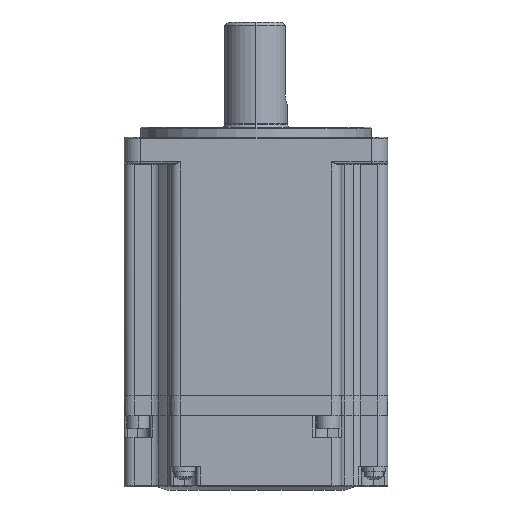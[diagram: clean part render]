
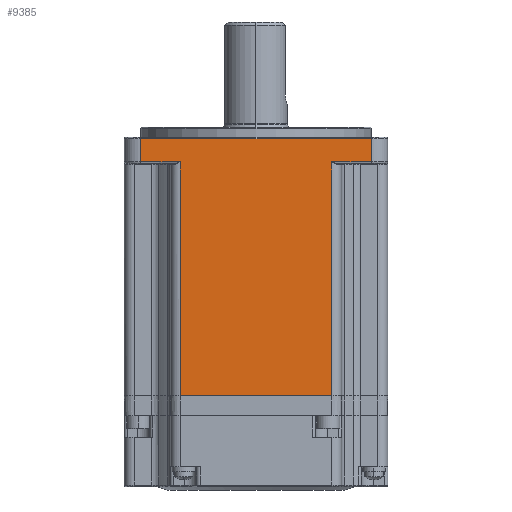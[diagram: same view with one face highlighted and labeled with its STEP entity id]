
A CAD part, front view. The second image highlights one B-rep face of the part: STEP entity #9385.
In plain terms, the highlighted planar face has unit normal (0, -1, 0).
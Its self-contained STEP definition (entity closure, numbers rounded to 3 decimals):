
#21 = LINE ( 'NONE', #32106, #21511 ) ;
#1402 = DIRECTION ( 'NONE',  ( 1., 0., 0. ) ) ;
#1620 = DIRECTION ( 'NONE',  ( 0., 0., 1. ) ) ;
#2064 = LINE ( 'NONE', #13682, #2884 ) ;
#2297 = ORIENTED_EDGE ( 'NONE', *, *, #5424, .T. ) ;
#2884 = VECTOR ( 'NONE', #11981, 1000. ) ;
#3744 = VERTEX_POINT ( 'NONE', #23191 ) ;
#4253 = DIRECTION ( 'NONE',  ( 0., 1., 0. ) ) ;
#4418 = VECTOR ( 'NONE', #9780, 1000. ) ;
#4931 = CARTESIAN_POINT ( 'NONE',  ( -40., -40., 0.5 ) ) ;
#5087 = ORIENTED_EDGE ( 'NONE', *, *, #11006, .T. ) ;
#5324 = LINE ( 'NONE', #25653, #23087 ) ;
#5365 = EDGE_LOOP ( 'NONE', ( #17960, #31096, #6017, #27805, #5087, #11050, #20216, #2297 ) ) ;
#5424 = EDGE_CURVE ( 'NONE', #19734, #10529, #25265, .T. ) ;
#5693 = VERTEX_POINT ( 'NONE', #13843 ) ;
#6017 = ORIENTED_EDGE ( 'NONE', *, *, #28679, .T. ) ;
#6661 = CARTESIAN_POINT ( 'NONE',  ( 35., -40., 8. ) ) ;
#6719 = VERTEX_POINT ( 'NONE', #13753 ) ;
#6851 = LINE ( 'NONE', #21199, #30690 ) ;
#9385 = ADVANCED_FACE ( 'NONE', ( #21512 ), #23635, .F. ) ;
#9404 = LINE ( 'NONE', #6661, #24134 ) ;
#9780 = DIRECTION ( 'NONE',  ( 1., 0., 0. ) ) ;
#10529 = VERTEX_POINT ( 'NONE', #14897 ) ;
#10885 = CARTESIAN_POINT ( 'NONE',  ( -23., -40., -70.5 ) ) ;
#11006 = EDGE_CURVE ( 'NONE', #25432, #23564, #27870, .T. ) ;
#11050 = ORIENTED_EDGE ( 'NONE', *, *, #11075, .F. ) ;
#11075 = EDGE_CURVE ( 'NONE', #5693, #23564, #2064, .T. ) ;
#11412 = DIRECTION ( 'NONE',  ( -1., 0., 0. ) ) ;
#11981 = DIRECTION ( 'NONE',  ( -1., 0., 0. ) ) ;
#12384 = DIRECTION ( 'NONE',  ( 0., 0., -1. ) ) ;
#13682 = CARTESIAN_POINT ( 'NONE',  ( -26., -40., -70.5 ) ) ;
#13753 = CARTESIAN_POINT ( 'NONE',  ( -35., -40., 0.5 ) ) ;
#13843 = CARTESIAN_POINT ( 'NONE',  ( 23., -40., -70.5 ) ) ;
#14897 = CARTESIAN_POINT ( 'NONE',  ( 35., -40., 0.5 ) ) ;
#15350 = VECTOR ( 'NONE', #21929, 1000. ) ;
#17574 = EDGE_CURVE ( 'NONE', #6719, #25432, #5324, .T. ) ;
#17960 = ORIENTED_EDGE ( 'NONE', *, *, #28905, .T. ) ;
#19734 = VERTEX_POINT ( 'NONE', #24472 ) ;
#20216 = ORIENTED_EDGE ( 'NONE', *, *, #23896, .T. ) ;
#21199 = CARTESIAN_POINT ( 'NONE',  ( -35., -40., 7.5 ) ) ;
#21511 = VECTOR ( 'NONE', #12384, 1000. ) ;
#21512 = FACE_OUTER_BOUND ( 'NONE', #5365, .T. ) ;
#21600 = AXIS2_PLACEMENT_3D ( 'NONE', #24111, #4253, #28514 ) ;
#21929 = DIRECTION ( 'NONE',  ( 0., 0., -1. ) ) ;
#22097 = CARTESIAN_POINT ( 'NONE',  ( -23., -40., 8. ) ) ;
#22364 = CARTESIAN_POINT ( 'NONE',  ( -23., -40., 0.5 ) ) ;
#23080 = DIRECTION ( 'NONE',  ( 0., 0., 1. ) ) ;
#23087 = VECTOR ( 'NONE', #1402, 1000. ) ;
#23191 = CARTESIAN_POINT ( 'NONE',  ( 35., -40., 7.5 ) ) ;
#23202 = EDGE_CURVE ( 'NONE', #3744, #24497, #6851, .T. ) ;
#23564 = VERTEX_POINT ( 'NONE', #10885 ) ;
#23635 = PLANE ( 'NONE',  #21600 ) ;
#23896 = EDGE_CURVE ( 'NONE', #5693, #19734, #30080, .T. ) ;
#24111 = CARTESIAN_POINT ( 'NONE',  ( -40., -40., 8. ) ) ;
#24134 = VECTOR ( 'NONE', #1620, 1000. ) ;
#24472 = CARTESIAN_POINT ( 'NONE',  ( 23., -40., 0.5 ) ) ;
#24497 = VERTEX_POINT ( 'NONE', #31987 ) ;
#25033 = VECTOR ( 'NONE', #23080, 1000. ) ;
#25265 = LINE ( 'NONE', #4931, #4418 ) ;
#25432 = VERTEX_POINT ( 'NONE', #22364 ) ;
#25653 = CARTESIAN_POINT ( 'NONE',  ( -40., -40., 0.5 ) ) ;
#27805 = ORIENTED_EDGE ( 'NONE', *, *, #17574, .T. ) ;
#27812 = CARTESIAN_POINT ( 'NONE',  ( 23., -40., 8. ) ) ;
#27870 = LINE ( 'NONE', #22097, #15350 ) ;
#28514 = DIRECTION ( 'NONE',  ( 0., 0., 1. ) ) ;
#28679 = EDGE_CURVE ( 'NONE', #24497, #6719, #21, .T. ) ;
#28905 = EDGE_CURVE ( 'NONE', #10529, #3744, #9404, .T. ) ;
#30080 = LINE ( 'NONE', #27812, #25033 ) ;
#30690 = VECTOR ( 'NONE', #11412, 1000. ) ;
#31096 = ORIENTED_EDGE ( 'NONE', *, *, #23202, .T. ) ;
#31987 = CARTESIAN_POINT ( 'NONE',  ( -35., -40., 7.5 ) ) ;
#32106 = CARTESIAN_POINT ( 'NONE',  ( -35., -40., 8. ) ) ;
